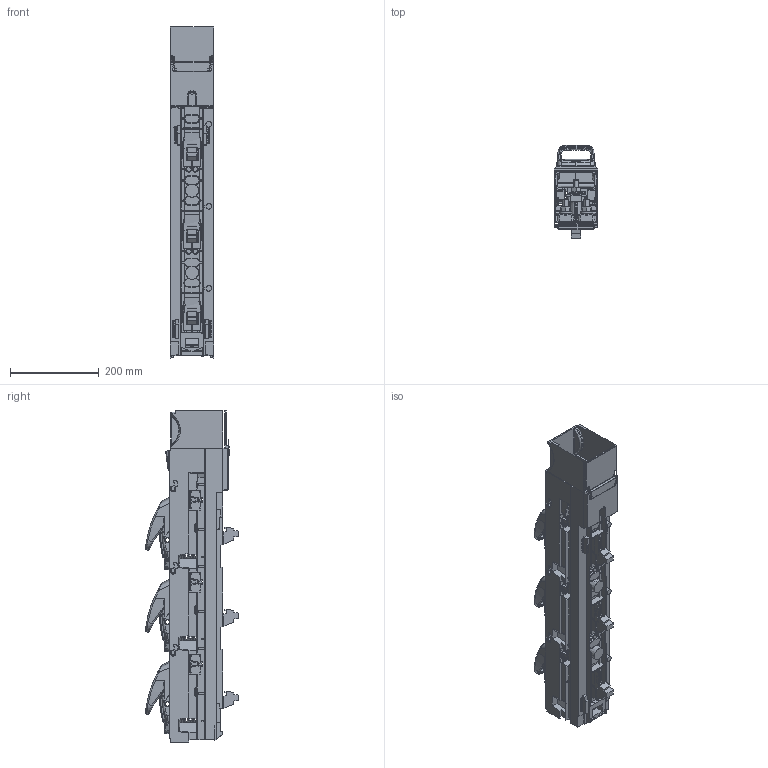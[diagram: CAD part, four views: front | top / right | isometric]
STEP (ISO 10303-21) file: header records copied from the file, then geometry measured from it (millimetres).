
FILE_DESCRIPTION((''),'2;1');
FILE_NAME('ZLBM910A-1P-M12','2022-08-09T17:33:18',('XYS'),(''),'CREO PARAMETRIC BY PTC INC, 2016390','CREO PARAMETRIC BY PTC INC, 2016390','');
FILE_SCHEMA(('CONFIG_CONTROL_DESIGN'));
Products named in the file (1): ZLBM910A-1P-M12
Bounding box: 99.05 x 209.86 x 748.6 mm (x, y, z)
Surface area: 811127.2 mm2 (no closed solid volume)
Topology: 0 solids, 86 shells, 2871 faces, 13442 edges, 10382 vertices
Faces by surface type: plane 1391, cylinder 698, bspline 493, cone 93, sphere 80, torus 74, extrusion 42
Entity records: 241978 total; most frequent: CARTESIAN_POINT 146775, ORIENTED_EDGE 19744, DIRECTION 15129, EDGE_CURVE 13369, VERTEX_POINT 10382, VECTOR 7695, LINE 7653, B_SPLINE_CURVE_WITH_KNOTS 4377
